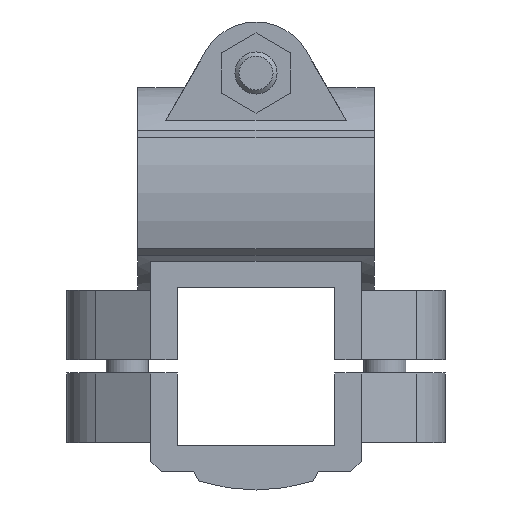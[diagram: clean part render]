
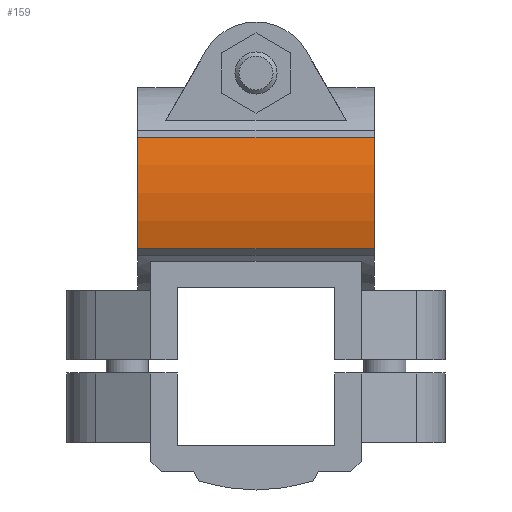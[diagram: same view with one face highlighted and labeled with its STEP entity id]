
A CAD part, front view. The second image highlights one B-rep face of the part: STEP entity #159.
In plain terms, the highlighted cylindrical face has radius 35 mm (diameter 70 mm), a partial arc.
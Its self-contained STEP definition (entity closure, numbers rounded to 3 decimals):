
#159 = ADVANCED_FACE( '', ( #443 ), #444, .T. );
#443 = FACE_OUTER_BOUND( '', #872, .T. );
#444 = CYLINDRICAL_SURFACE( '', #873, 35. );
#872 = EDGE_LOOP( '', ( #1304, #1305, #1306, #1307 ) );
#873 = AXIS2_PLACEMENT_3D( '', #1308, #1309, #1310 );
#1304 = ORIENTED_EDGE( '', *, *, #2535, .T. );
#1305 = ORIENTED_EDGE( '', *, *, #2536, .F. );
#1306 = ORIENTED_EDGE( '', *, *, #2537, .F. );
#1307 = ORIENTED_EDGE( '', *, *, #2538, .T. );
#1308 = CARTESIAN_POINT( '', ( 22.5, 15., 0. ) );
#1309 = DIRECTION( '', ( 1., 0., 0. ) );
#1310 = DIRECTION( '', ( 0., 0., 1. ) );
#2535 = EDGE_CURVE( '', #3027, #3028, #3029, .T. );
#2536 = EDGE_CURVE( '', #3030, #3028, #3031, .T. );
#2537 = EDGE_CURVE( '', #3032, #3030, #3033, .T. );
#2538 = EDGE_CURVE( '', #3032, #3027, #3034, .T. );
#3027 = VERTEX_POINT( '', #3757 );
#3028 = VERTEX_POINT( '', #3758 );
#3029 = CIRCLE( '', #3759, 35. );
#3030 = VERTEX_POINT( '', #3760 );
#3031 = LINE( '', #3761, #3762 );
#3032 = VERTEX_POINT( '', #3763 );
#3033 = CIRCLE( '', #3764, 35. );
#3034 = LINE( '', #3765, #3766 );
#3757 = CARTESIAN_POINT( '', ( -22.5, -18.363, 10.579 ) );
#3758 = CARTESIAN_POINT( '', ( -22.5, -18.363, -10.579 ) );
#3759 = AXIS2_PLACEMENT_3D( '', #4765, #4766, #4767 );
#3760 = CARTESIAN_POINT( '', ( 22.5, -18.363, -10.579 ) );
#3761 = CARTESIAN_POINT( '', ( 22.5, -18.363, -10.579 ) );
#3762 = VECTOR( '', #4768, 1000. );
#3763 = CARTESIAN_POINT( '', ( 22.5, -18.363, 10.579 ) );
#3764 = AXIS2_PLACEMENT_3D( '', #4769, #4770, #4771 );
#3765 = CARTESIAN_POINT( '', ( 22.5, -18.363, 10.579 ) );
#3766 = VECTOR( '', #4772, 1000. );
#4765 = CARTESIAN_POINT( '', ( -22.5, 15., 0. ) );
#4766 = DIRECTION( '', ( 1., 0., 0. ) );
#4767 = DIRECTION( '', ( 0., 0., -1. ) );
#4768 = DIRECTION( '', ( -1., 0., 0. ) );
#4769 = CARTESIAN_POINT( '', ( 22.5, 15., 0. ) );
#4770 = DIRECTION( '', ( 1., 0., 0. ) );
#4771 = DIRECTION( '', ( 0., 0., -1. ) );
#4772 = DIRECTION( '', ( -1., 0., 0. ) );
